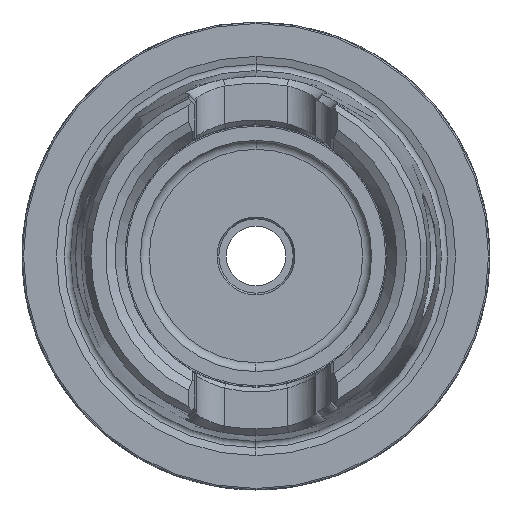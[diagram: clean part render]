
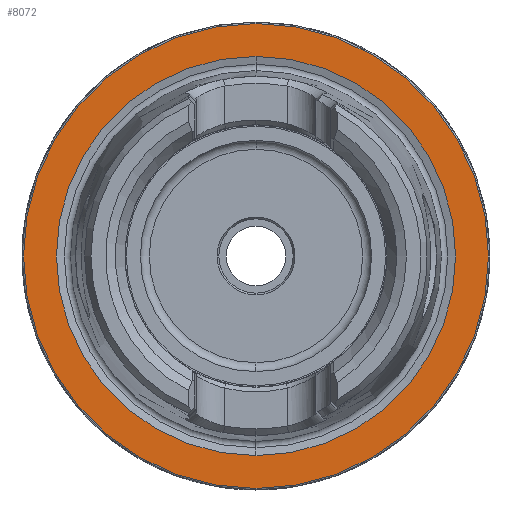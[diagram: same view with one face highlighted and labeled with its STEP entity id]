
A CAD part, left-side view. The second image highlights one B-rep face of the part: STEP entity #8072.
In plain terms, the highlighted planar face has unit normal (-1, 0, 0).
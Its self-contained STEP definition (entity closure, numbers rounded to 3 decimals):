
#151 = EDGE_CURVE ( 'NONE', #2086, #11038, #11484, .T. ) ;
#339 = DIRECTION ( 'NONE',  ( 0., 0., -1. ) ) ;
#620 = CARTESIAN_POINT ( 'NONE',  ( 0., 0., 26.85 ) ) ;
#667 = AXIS2_PLACEMENT_3D ( 'NONE', #11895, #6110, #339 ) ;
#884 = DIRECTION ( 'NONE',  ( -1., 0., 0. ) ) ;
#1690 = CARTESIAN_POINT ( 'NONE',  ( 0., 0., 0. ) ) ;
#2086 = VERTEX_POINT ( 'NONE', #12217 ) ;
#2300 = AXIS2_PLACEMENT_3D ( 'NONE', #6673, #884, #7657 ) ;
#2666 = DIRECTION ( 'NONE',  ( 0., 0., 1. ) ) ;
#2803 = AXIS2_PLACEMENT_3D ( 'NONE', #1690, #8511, #2666 ) ;
#3215 = DIRECTION ( 'NONE',  ( 0., 0., 1. ) ) ;
#3285 = EDGE_LOOP ( 'NONE', ( #4141, #10165 ) ) ;
#3988 = CARTESIAN_POINT ( 'NONE',  ( 0., 0., 0. ) ) ;
#4141 = ORIENTED_EDGE ( 'NONE', *, *, #6953, .T. ) ;
#4261 = DIRECTION ( 'NONE',  ( -1., 0., 0. ) ) ;
#4332 = AXIS2_PLACEMENT_3D ( 'NONE', #8846, #4261, #3215 ) ;
#4951 = DIRECTION ( 'NONE',  ( 0., 0., 1. ) ) ;
#5148 = PLANE ( 'NONE',  #667 ) ;
#5333 = EDGE_CURVE ( 'NONE', #11064, #12149, #5389, .T. ) ;
#5389 = CIRCLE ( 'NONE', #2803, 31.275 ) ;
#5521 = CARTESIAN_POINT ( 'NONE',  ( 0., 0., -31.275 ) ) ;
#6110 = DIRECTION ( 'NONE',  ( 1., 0., 0. ) ) ;
#6673 = CARTESIAN_POINT ( 'NONE',  ( 0., 0., 0. ) ) ;
#6782 = EDGE_CURVE ( 'NONE', #11038, #2086, #7740, .T. ) ;
#6953 = EDGE_CURVE ( 'NONE', #12149, #11064, #11650, .T. ) ;
#7545 = FACE_OUTER_BOUND ( 'NONE', #3285, .T. ) ;
#7657 = DIRECTION ( 'NONE',  ( 0., 0., 1. ) ) ;
#7740 = CIRCLE ( 'NONE', #2300, 26.85 ) ;
#8072 = ADVANCED_FACE ( 'NONE', ( #10159, #7545 ), #5148, .F. ) ;
#8511 = DIRECTION ( 'NONE',  ( -1., 0., 0. ) ) ;
#8846 = CARTESIAN_POINT ( 'NONE',  ( 0., 0., 0. ) ) ;
#9002 = ORIENTED_EDGE ( 'NONE', *, *, #6782, .F. ) ;
#9448 = AXIS2_PLACEMENT_3D ( 'NONE', #3988, #10781, #4951 ) ;
#9792 = ORIENTED_EDGE ( 'NONE', *, *, #151, .F. ) ;
#10159 = FACE_BOUND ( 'NONE', #11905, .T. ) ;
#10165 = ORIENTED_EDGE ( 'NONE', *, *, #5333, .T. ) ;
#10781 = DIRECTION ( 'NONE',  ( -1., 0., 0. ) ) ;
#11038 = VERTEX_POINT ( 'NONE', #620 ) ;
#11064 = VERTEX_POINT ( 'NONE', #5521 ) ;
#11484 = CIRCLE ( 'NONE', #4332, 26.85 ) ;
#11650 = CIRCLE ( 'NONE', #9448, 31.275 ) ;
#11895 = CARTESIAN_POINT ( 'NONE',  ( 0., 31.275, 0. ) ) ;
#11905 = EDGE_LOOP ( 'NONE', ( #9002, #9792 ) ) ;
#12149 = VERTEX_POINT ( 'NONE', #12223 ) ;
#12217 = CARTESIAN_POINT ( 'NONE',  ( 0., 0., -26.85 ) ) ;
#12223 = CARTESIAN_POINT ( 'NONE',  ( 0., 0., 31.275 ) ) ;
